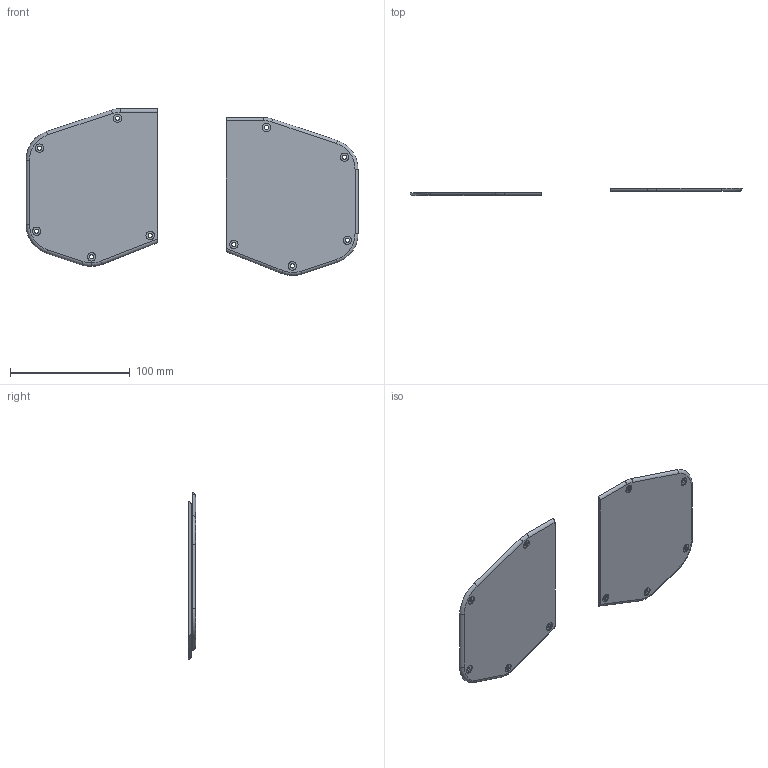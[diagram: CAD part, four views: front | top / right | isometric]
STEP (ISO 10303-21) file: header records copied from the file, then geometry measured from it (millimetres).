
FILE_DESCRIPTION(('HOOPS Exchange Step'),'2;1');
FILE_NAME('temp_export','2025-01-31T16:50:10-06:00',('campagne'),('Shapr3D Limited'),'HOOPS Exchange 2024.6','Shapr3D','Authorized');
FILE_SCHEMA( ('AP242_MANAGED_MODEL_BASED_3D_ENGINEERING_MIM_LF {1 0 10303 442 1 1 4 }') );
Length unit declared in the file: millimetre
Products named in the file (7): Rana_Mini_Bottom_Right v1:1; Bottom Right Panel.step; Default:1; Rana_Mini_Bottom_Left.step:1; Moth Bottom Left Panel v1:1; Bottom Left Panel (needs flipped).step; root
Assembly tree (6 placements, depth 5):
  root
    Bottom Right Panel.step
      Rana_Mini_Bottom_Right v1:1
    Bottom Left Panel (needs flipped).step
      Moth Bottom Left Panel v1:1
        Rana_Mini_Bottom_Left.step:1
          Default:1
Bounding box: 276.96 x 5.97 x 139.31 mm (x, y, z)
Volume: 57886.4 mm3; surface area: 51994.5 mm2
Topology: 2 solids, 2 shells, 97 faces, 208 edges, 145 vertices
Faces by surface type: cylinder 50, plane 38, torus 9
Full cylindrical faces by diameter (mm): 3.5 x10, 5.5 x20, 7 x10
Entity records: 2953 total; most frequent: DIRECTION 562, CARTESIAN_POINT 472, ORIENTED_EDGE 416, AXIS2_PLACEMENT_3D 247, EDGE_CURVE 208, EDGE_LOOP 147, FACE_BOUND 147, VERTEX_POINT 145
